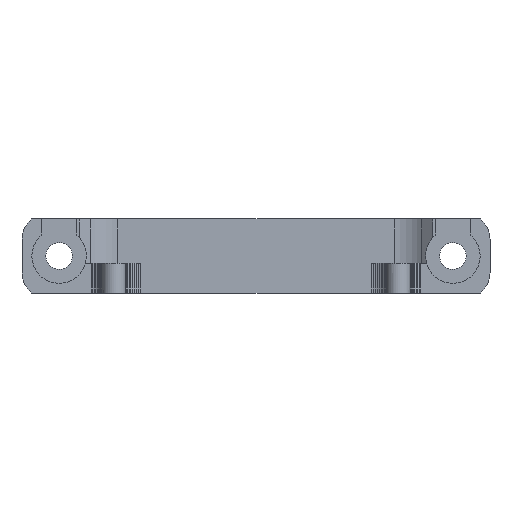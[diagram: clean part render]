
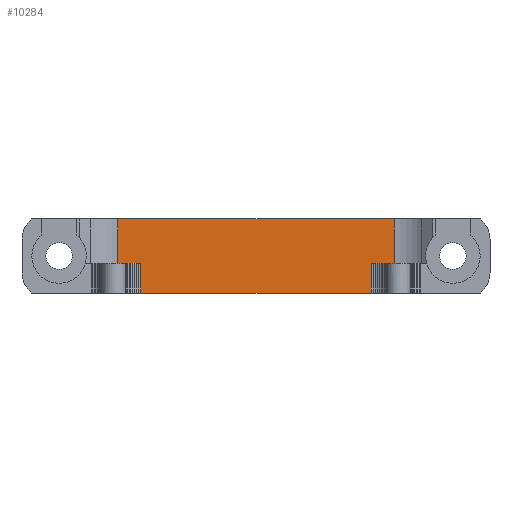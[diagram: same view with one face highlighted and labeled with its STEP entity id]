
A CAD part, left-side view. The second image highlights one B-rep face of the part: STEP entity #10284.
In plain terms, the highlighted planar face has unit normal (-1, 0, 0).
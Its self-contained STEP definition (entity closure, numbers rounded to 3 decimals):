
#413=PLANE('',#10834);
#920=FACE_OUTER_BOUND('',#1433,.T.);
#1433=EDGE_LOOP('',(#8761,#8762,#8763,#8764,#8765,#8766,#8767,#8768));
#1627=LINE('',#13598,#3065);
#2001=LINE('',#14353,#3439);
#2309=LINE('',#14976,#3747);
#2344=LINE('',#15094,#3782);
#2370=LINE('',#15145,#3808);
#2690=LINE('',#15786,#4128);
#2691=LINE('',#15788,#4129);
#2692=LINE('',#15789,#4130);
#3065=VECTOR('',#11029,10.);
#3439=VECTOR('',#11659,10.);
#3747=VECTOR('',#12205,10.);
#3782=VECTOR('',#12294,10.);
#3808=VECTOR('',#12338,10.);
#4128=VECTOR('',#12876,10.);
#4129=VECTOR('',#12877,10.);
#4130=VECTOR('',#12878,10.);
#4507=VERTEX_POINT('',#13595);
#4508=VERTEX_POINT('',#13597);
#4760=VERTEX_POINT('',#14351);
#4761=VERTEX_POINT('',#14352);
#4994=VERTEX_POINT('',#15090);
#4995=VERTEX_POINT('',#15092);
#5223=VERTEX_POINT('',#15785);
#5224=VERTEX_POINT('',#15787);
#5483=EDGE_CURVE('',#4507,#4508,#1627,.T.);
#5858=EDGE_CURVE('',#4760,#4761,#2001,.T.);
#6173=EDGE_CURVE('',#4508,#4761,#2309,.T.);
#6223=EDGE_CURVE('',#4994,#4995,#2344,.T.);
#6249=EDGE_CURVE('',#4507,#4994,#2370,.T.);
#6569=EDGE_CURVE('',#4995,#5223,#2690,.T.);
#6570=EDGE_CURVE('',#5224,#5223,#2691,.T.);
#6571=EDGE_CURVE('',#5224,#4760,#2692,.T.);
#8761=ORIENTED_EDGE('',*,*,#6249,.T.);
#8762=ORIENTED_EDGE('',*,*,#6223,.T.);
#8763=ORIENTED_EDGE('',*,*,#6569,.T.);
#8764=ORIENTED_EDGE('',*,*,#6570,.F.);
#8765=ORIENTED_EDGE('',*,*,#6571,.T.);
#8766=ORIENTED_EDGE('',*,*,#5858,.T.);
#8767=ORIENTED_EDGE('',*,*,#6173,.F.);
#8768=ORIENTED_EDGE('',*,*,#5483,.F.);
#10284=ADVANCED_FACE('',(#920),#413,.T.);
#10834=AXIS2_PLACEMENT_3D('',#15784,#12874,#12875);
#11029=DIRECTION('',(0.,0.,-1.));
#11659=DIRECTION('',(0.,0.,1.));
#12205=DIRECTION('',(0.,1.,0.));
#12294=DIRECTION('',(0.,0.,-1.));
#12338=DIRECTION('',(0.,1.,0.));
#12874=DIRECTION('center_axis',(-1.,0.,0.));
#12875=DIRECTION('ref_axis',(0.,0.,1.));
#12876=DIRECTION('',(0.,-1.,0.));
#12877=DIRECTION('',(0.,0.,1.));
#12878=DIRECTION('',(0.,-1.,0.));
#13595=CARTESIAN_POINT('',(195.937,94.656,15.));
#13597=CARTESIAN_POINT('',(195.937,94.656,6.));
#13598=CARTESIAN_POINT('',(195.937,94.656,15.));
#14351=CARTESIAN_POINT('',(195.937,99.322,0.));
#14352=CARTESIAN_POINT('',(195.937,99.322,6.));
#14353=CARTESIAN_POINT('',(195.937,99.322,0.));
#14976=CARTESIAN_POINT('',(195.937,96.597,6.));
#15090=CARTESIAN_POINT('',(195.937,150.573,15.));
#15092=CARTESIAN_POINT('',(195.937,150.573,6.));
#15094=CARTESIAN_POINT('',(195.937,150.573,15.));
#15145=CARTESIAN_POINT('',(195.937,142.675,15.));
#15784=CARTESIAN_POINT('Origin',(195.937,148.837,15.));
#15785=CARTESIAN_POINT('',(195.937,145.908,6.));
#15786=CARTESIAN_POINT('',(195.937,148.633,6.));
#15787=CARTESIAN_POINT('',(195.937,145.908,0.));
#15788=CARTESIAN_POINT('',(195.937,145.908,0.));
#15789=CARTESIAN_POINT('',(195.937,146.322,0.));
